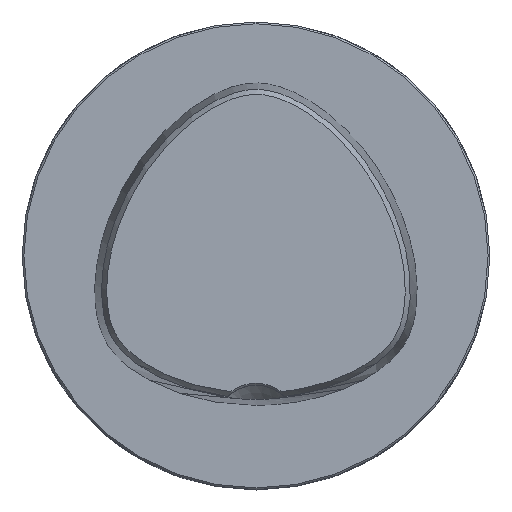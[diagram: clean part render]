
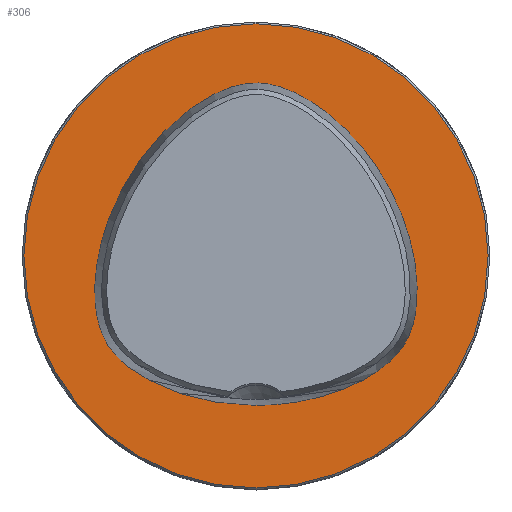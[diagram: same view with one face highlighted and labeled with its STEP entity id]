
A CAD part, top view. The second image highlights one B-rep face of the part: STEP entity #306.
In plain terms, the highlighted planar face has unit normal (0, 0, 1).
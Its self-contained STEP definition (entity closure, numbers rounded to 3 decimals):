
#281=B_SPLINE_CURVE_WITH_KNOTS('',3,(#1913,#1914,#1915,#1916,#1917,#1918,
#1919,#1920,#1921,#1922,#1923,#1924,#1925,#1926,#1927,#1928,#1929,#1930,
#1931,#1932,#1933,#1934,#1935,#1936,#1937,#1938,#1939,#1940,#1941,#1942,
#1943,#1944,#1945,#1946,#1947,#1948,#1949,#1950,#1951,#1952,#1953,#1954,
#1955,#1956,#1957,#1958,#1959,#1960,#1961,#1962,#1963,#1964,#1965,#1966,
#1967,#1968,#1969,#1970,#1971,#1972,#1973,#1974,#1975,#1976,#1977,#1978,
#1979,#1980,#1981,#1982,#1983,#1984,#1985,#1986,#1987,#1988,#1989),
 .UNSPECIFIED.,.T.,.F.,(1,1,2,1,1,1,1,1,1,1,1,1,1,1,1,1,1,1,1,1,1,1,1,1,
1,1,1,1,1,1,1,1,1,1,1,1,1,1,1,1,1,1,1,1,1,1,1,1,1,1,1,1,1,1,1,1,1,1,1,1,
1,1,1,1,1,1,1,1,1,1,1,1,1,1,1,1,2,1,1),(-0.031,-0.016,0.,0.016,
0.031,0.063,0.078,0.094,0.109,0.125,0.133,0.141,0.148,
0.156,0.164,0.172,0.18,0.188,0.195,0.203,0.219,
0.234,0.25,0.266,0.281,0.313,0.344,0.359,0.375,0.391,0.406,
0.422,0.438,0.453,0.469,0.477,0.484,0.492,0.496,
0.5,0.504,0.508,0.516,0.523,0.531,0.547,0.563,0.578,
0.594,0.609,0.625,0.641,0.656,0.688,0.719,0.734,0.75,0.766,
0.781,0.797,0.805,0.813,0.82,0.828,0.836,0.844,
0.852,0.859,0.867,0.875,0.891,0.906,0.922,0.938,0.969,
0.984,1.,1.016,1.031),.UNSPECIFIED.);
#306=ADVANCED_FACE('CU_E_LO_SU_1',(#428,#429),#375,.F.);
#375=PLANE('',#1171);
#428=FACE_BOUND('',#486,.T.);
#429=FACE_BOUND('',#487,.T.);
#486=EDGE_LOOP('',(#626));
#487=EDGE_LOOP('',(#627));
#626=ORIENTED_EDGE('',*,*,#964,.T.);
#627=ORIENTED_EDGE('',*,*,#1002,.T.);
#863=VERTEX_POINT('',#1990);
#900=VERTEX_POINT('',#2475);
#964=EDGE_CURVE('',#863,#863,#281,.T.);
#1002=EDGE_CURVE('',#900,#900,#1099,.T.);
#1099=CIRCLE('',#1170,39.7);
#1170=AXIS2_PLACEMENT_3D('',#2474,#1309,#1310);
#1171=AXIS2_PLACEMENT_3D('',#2476,#1311,#1312);
#1309=DIRECTION('',(0.,0.,1.));
#1310=DIRECTION('',(1.,0.,0.));
#1311=DIRECTION('',(0.,0.,-1.));
#1312=DIRECTION('',(-1.,0.,0.));
#1913=CARTESIAN_POINT('',(0.901,-25.575,0.));
#1914=CARTESIAN_POINT('',(-0.901,-25.575,0.));
#1915=CARTESIAN_POINT('',(-2.704,-25.519,0.));
#1916=CARTESIAN_POINT('',(-6.296,-25.183,0.));
#1917=CARTESIAN_POINT('',(-9.847,-24.505,0.));
#1918=CARTESIAN_POINT('',(-13.303,-23.467,0.));
#1919=CARTESIAN_POINT('',(-15.832,-22.497,0.));
#1920=CARTESIAN_POINT('',(-18.274,-21.325,0.));
#1921=CARTESIAN_POINT('',(-20.211,-20.163,0.));
#1922=CARTESIAN_POINT('',(-21.677,-19.107,0.));
#1923=CARTESIAN_POINT('',(-22.725,-18.247,0.));
#1924=CARTESIAN_POINT('',(-23.709,-17.313,0.));
#1925=CARTESIAN_POINT('',(-24.61,-16.296,0.));
#1926=CARTESIAN_POINT('',(-25.401,-15.19,0.));
#1927=CARTESIAN_POINT('',(-26.058,-13.998,0.));
#1928=CARTESIAN_POINT('',(-26.575,-12.74,0.));
#1929=CARTESIAN_POINT('',(-26.965,-11.439,0.));
#1930=CARTESIAN_POINT('',(-27.249,-10.112,0.));
#1931=CARTESIAN_POINT('',(-27.504,-8.324,0.));
#1932=CARTESIAN_POINT('',(-27.619,-6.066,0.));
#1933=CARTESIAN_POINT('',(-27.493,-3.36,0.));
#1934=CARTESIAN_POINT('',(-27.139,-0.675,0.));
#1935=CARTESIAN_POINT('',(-26.581,1.974,0.));
#1936=CARTESIAN_POINT('',(-25.59,5.443,0.));
#1937=CARTESIAN_POINT('',(-23.922,9.642,0.));
#1938=CARTESIAN_POINT('',(-21.745,13.599,0.));
#1939=CARTESIAN_POINT('',(-19.72,16.584,0.));
#1940=CARTESIAN_POINT('',(-18.063,18.723,0.));
#1941=CARTESIAN_POINT('',(-16.269,20.75,0.));
#1942=CARTESIAN_POINT('',(-14.343,22.652,0.));
#1943=CARTESIAN_POINT('',(-12.284,24.409,0.));
#1944=CARTESIAN_POINT('',(-10.091,26.,0.));
#1945=CARTESIAN_POINT('',(-7.766,27.392,0.));
#1946=CARTESIAN_POINT('',(-5.716,28.346,0.));
#1947=CARTESIAN_POINT('',(-4.01,28.944,0.));
#1948=CARTESIAN_POINT('',(-2.698,29.293,0.));
#1949=CARTESIAN_POINT('',(-1.581,29.483,0.));
#1950=CARTESIAN_POINT('',(-0.679,29.562,0.));
#1951=CARTESIAN_POINT('',(0.,29.582,0.));
#1952=CARTESIAN_POINT('',(0.679,29.562,0.));
#1953=CARTESIAN_POINT('',(1.581,29.483,0.));
#1954=CARTESIAN_POINT('',(2.698,29.293,0.));
#1955=CARTESIAN_POINT('',(4.01,28.944,0.));
#1956=CARTESIAN_POINT('',(5.716,28.346,0.));
#1957=CARTESIAN_POINT('',(7.766,27.392,0.));
#1958=CARTESIAN_POINT('',(10.091,26.,0.));
#1959=CARTESIAN_POINT('',(12.284,24.409,0.));
#1960=CARTESIAN_POINT('',(14.343,22.652,0.));
#1961=CARTESIAN_POINT('',(16.269,20.75,0.));
#1962=CARTESIAN_POINT('',(18.063,18.723,0.));
#1963=CARTESIAN_POINT('',(19.72,16.584,0.));
#1964=CARTESIAN_POINT('',(21.745,13.599,0.));
#1965=CARTESIAN_POINT('',(23.922,9.642,0.));
#1966=CARTESIAN_POINT('',(25.59,5.443,0.));
#1967=CARTESIAN_POINT('',(26.581,1.974,0.));
#1968=CARTESIAN_POINT('',(27.139,-0.675,0.));
#1969=CARTESIAN_POINT('',(27.493,-3.36,0.));
#1970=CARTESIAN_POINT('',(27.619,-6.066,0.));
#1971=CARTESIAN_POINT('',(27.504,-8.324,0.));
#1972=CARTESIAN_POINT('',(27.249,-10.112,0.));
#1973=CARTESIAN_POINT('',(26.965,-11.439,0.));
#1974=CARTESIAN_POINT('',(26.575,-12.74,0.));
#1975=CARTESIAN_POINT('',(26.058,-13.998,0.));
#1976=CARTESIAN_POINT('',(25.401,-15.19,0.));
#1977=CARTESIAN_POINT('',(24.61,-16.296,0.));
#1978=CARTESIAN_POINT('',(23.709,-17.313,0.));
#1979=CARTESIAN_POINT('',(22.725,-18.247,0.));
#1980=CARTESIAN_POINT('',(21.677,-19.107,0.));
#1981=CARTESIAN_POINT('',(20.211,-20.163,0.));
#1982=CARTESIAN_POINT('',(18.274,-21.325,0.));
#1983=CARTESIAN_POINT('',(15.832,-22.497,0.));
#1984=CARTESIAN_POINT('',(13.303,-23.467,0.));
#1985=CARTESIAN_POINT('',(9.847,-24.505,0.));
#1986=CARTESIAN_POINT('',(6.296,-25.183,0.));
#1987=CARTESIAN_POINT('',(2.704,-25.519,0.));
#1988=CARTESIAN_POINT('',(0.901,-25.575,0.));
#1989=CARTESIAN_POINT('',(-0.901,-25.575,0.));
#1990=CARTESIAN_POINT('',(0.,-25.575,0.));
#2474=CARTESIAN_POINT('',(0.,0.,0.));
#2475=CARTESIAN_POINT('',(39.7,0.,0.));
#2476=CARTESIAN_POINT('',(0.,1.996,0.));
